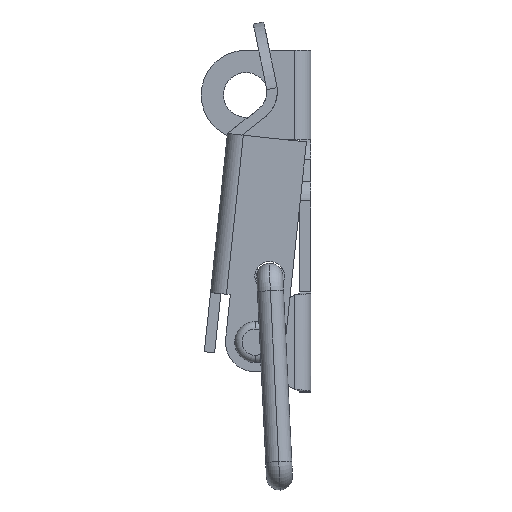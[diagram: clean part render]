
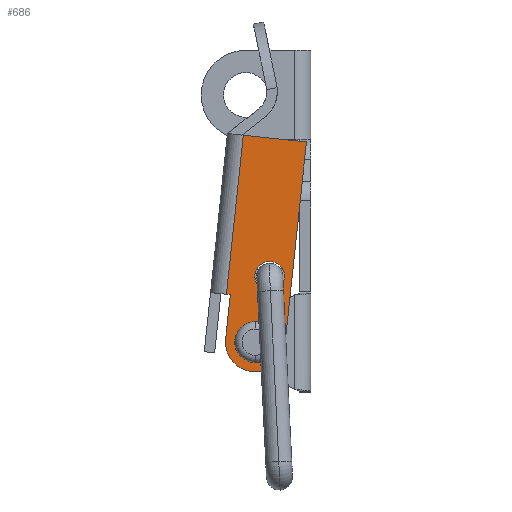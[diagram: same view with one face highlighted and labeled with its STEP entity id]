
A CAD part, left-side view. The second image highlights one B-rep face of the part: STEP entity #686.
In plain terms, the highlighted face is planar.
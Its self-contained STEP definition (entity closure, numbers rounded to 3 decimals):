
#24 = EDGE_CURVE ( 'NONE', #4735, #2075, #1914, .T. ) ;
#103 = CARTESIAN_POINT ( 'NONE',  ( 11.4, 1.273, -27.5 ) ) ;
#105 = EDGE_CURVE ( 'NONE', #2075, #1679, #1334, .T. ) ;
#107 = CARTESIAN_POINT ( 'NONE',  ( 11.4, 1.273, -21.5 ) ) ;
#119 = FACE_BOUND ( 'NONE', #433, .T. ) ;
#124 = ORIENTED_EDGE ( 'NONE', *, *, #105, .F. ) ;
#150 = CARTESIAN_POINT ( 'NONE',  ( 11.4, 1.273, -21.5 ) ) ;
#189 = CARTESIAN_POINT ( 'NONE',  ( 11.4, 6.273, -20.5 ) ) ;
#433 = EDGE_LOOP ( 'NONE', ( #3280, #3622 ) ) ;
#450 = EDGE_CURVE ( 'NONE', #2488, #3892, #2780, .T. ) ;
#508 = DIRECTION ( 'NONE',  ( 0., 0., -1. ) ) ;
#529 = DIRECTION ( 'NONE',  ( -1., 0., 0. ) ) ;
#595 = LINE ( 'NONE', #2344, #4425 ) ;
#669 = ORIENTED_EDGE ( 'NONE', *, *, #4485, .F. ) ;
#686 = ADVANCED_FACE ( 'NONE', ( #3940, #119, #2961 ), #3443, .F. ) ;
#798 = DIRECTION ( 'NONE',  ( -1., 0., 0. ) ) ;
#809 = VERTEX_POINT ( 'NONE', #1224 ) ;
#829 = VECTOR ( 'NONE', #4030, 1000. ) ;
#837 = DIRECTION ( 'NONE',  ( 0., 0., -1. ) ) ;
#852 = VECTOR ( 'NONE', #3064, 1000. ) ;
#892 = EDGE_CURVE ( 'NONE', #1489, #4693, #1148, .T. ) ;
#894 = EDGE_CURVE ( 'NONE', #4693, #1489, #2014, .T. ) ;
#1091 = CARTESIAN_POINT ( 'NONE',  ( 11.4, 5.273, -27.5 ) ) ;
#1104 = CARTESIAN_POINT ( 'NONE',  ( 11.4, 6.273, -18.5 ) ) ;
#1148 = CIRCLE ( 'NONE', #4252, 1.6 ) ;
#1224 = CARTESIAN_POINT ( 'NONE',  ( 11.4, 0.737, -21.5 ) ) ;
#1256 = ORIENTED_EDGE ( 'NONE', *, *, #1502, .T. ) ;
#1334 = LINE ( 'NONE', #4734, #4170 ) ;
#1345 = DIRECTION ( 'NONE',  ( 0., 0., 1. ) ) ;
#1448 = CARTESIAN_POINT ( 'NONE',  ( 11.4, 9.273, 0. ) ) ;
#1456 = DIRECTION ( 'NONE',  ( 0., 0., -1. ) ) ;
#1489 = VERTEX_POINT ( 'NONE', #2276 ) ;
#1502 = EDGE_CURVE ( 'NONE', #3892, #2488, #2382, .T. ) ;
#1601 = DIRECTION ( 'NONE',  ( -1., 0., 0. ) ) ;
#1679 = VERTEX_POINT ( 'NONE', #4555 ) ;
#1692 = CARTESIAN_POINT ( 'NONE',  ( 11.4, 5.273, -29.1 ) ) ;
#1718 = EDGE_CURVE ( 'NONE', #4735, #809, #595, .T. ) ;
#1721 = CARTESIAN_POINT ( 'NONE',  ( 11.4, 0.737, 0. ) ) ;
#1762 = DIRECTION ( 'NONE',  ( -1., 0., 0. ) ) ;
#1833 = CARTESIAN_POINT ( 'NONE',  ( 11.4, 9.273, 0. ) ) ;
#1914 = LINE ( 'NONE', #1448, #829 ) ;
#2014 = CIRCLE ( 'NONE', #4768, 1.6 ) ;
#2034 = EDGE_CURVE ( 'NONE', #1679, #2262, #4781, .T. ) ;
#2048 = AXIS2_PLACEMENT_3D ( 'NONE', #4186, #1601, #2319 ) ;
#2061 = AXIS2_PLACEMENT_3D ( 'NONE', #1091, #3683, #1456 ) ;
#2069 = EDGE_LOOP ( 'NONE', ( #4570, #3170, #669, #2175, #3913, #124 ) ) ;
#2075 = VERTEX_POINT ( 'NONE', #1833 ) ;
#2084 = CARTESIAN_POINT ( 'NONE',  ( 11.4, 1.273, -27.5 ) ) ;
#2123 = EDGE_LOOP ( 'NONE', ( #3656, #1256 ) ) ;
#2155 = CARTESIAN_POINT ( 'NONE',  ( 11.4, 5.273, -27.5 ) ) ;
#2175 = ORIENTED_EDGE ( 'NONE', *, *, #3984, .F. ) ;
#2210 = VERTEX_POINT ( 'NONE', #150 ) ;
#2262 = VERTEX_POINT ( 'NONE', #103 ) ;
#2276 = CARTESIAN_POINT ( 'NONE',  ( 11.4, 5.273, -25.9 ) ) ;
#2319 = DIRECTION ( 'NONE',  ( 0., 0., -1. ) ) ;
#2344 = CARTESIAN_POINT ( 'NONE',  ( 11.4, 0.737, -27.5 ) ) ;
#2382 = CIRCLE ( 'NONE', #2048, 2. ) ;
#2488 = VERTEX_POINT ( 'NONE', #2853 ) ;
#2589 = LINE ( 'NONE', #2084, #2713 ) ;
#2638 = DIRECTION ( 'NONE',  ( -1., 0., 0. ) ) ;
#2713 = VECTOR ( 'NONE', #1345, 1000. ) ;
#2780 = CIRCLE ( 'NONE', #4183, 2. ) ;
#2853 = CARTESIAN_POINT ( 'NONE',  ( 11.4, 6.273, -16.5 ) ) ;
#2961 = FACE_OUTER_BOUND ( 'NONE', #2069, .T. ) ;
#3064 = DIRECTION ( 'NONE',  ( 0., -1., 0. ) ) ;
#3166 = CARTESIAN_POINT ( 'NONE',  ( 11.4, -22.727, -27.5 ) ) ;
#3170 = ORIENTED_EDGE ( 'NONE', *, *, #1718, .T. ) ;
#3213 = DIRECTION ( 'NONE',  ( 0., 0., -1. ) ) ;
#3280 = ORIENTED_EDGE ( 'NONE', *, *, #892, .T. ) ;
#3443 = PLANE ( 'NONE',  #4349 ) ;
#3622 = ORIENTED_EDGE ( 'NONE', *, *, #894, .T. ) ;
#3656 = ORIENTED_EDGE ( 'NONE', *, *, #450, .T. ) ;
#3683 = DIRECTION ( 'NONE',  ( -1., 0., 0. ) ) ;
#3808 = DIRECTION ( 'NONE',  ( 0., 0., -1. ) ) ;
#3892 = VERTEX_POINT ( 'NONE', #189 ) ;
#3913 = ORIENTED_EDGE ( 'NONE', *, *, #2034, .F. ) ;
#3940 = FACE_BOUND ( 'NONE', #2123, .T. ) ;
#3984 = EDGE_CURVE ( 'NONE', #2262, #2210, #2589, .T. ) ;
#3987 = CARTESIAN_POINT ( 'NONE',  ( 11.4, 5.273, -27.5 ) ) ;
#4030 = DIRECTION ( 'NONE',  ( 0., 1., 0. ) ) ;
#4170 = VECTOR ( 'NONE', #3213, 1000. ) ;
#4183 = AXIS2_PLACEMENT_3D ( 'NONE', #1104, #1762, #4407 ) ;
#4186 = CARTESIAN_POINT ( 'NONE',  ( 11.4, 6.273, -18.5 ) ) ;
#4252 = AXIS2_PLACEMENT_3D ( 'NONE', #2155, #2638, #3808 ) ;
#4349 = AXIS2_PLACEMENT_3D ( 'NONE', #3166, #529, #4604 ) ;
#4407 = DIRECTION ( 'NONE',  ( 0., 0., -1. ) ) ;
#4425 = VECTOR ( 'NONE', #508, 1000. ) ;
#4485 = EDGE_CURVE ( 'NONE', #2210, #809, #4799, .T. ) ;
#4555 = CARTESIAN_POINT ( 'NONE',  ( 11.4, 9.273, -27.5 ) ) ;
#4570 = ORIENTED_EDGE ( 'NONE', *, *, #24, .F. ) ;
#4604 = DIRECTION ( 'NONE',  ( 0., 0., 1. ) ) ;
#4693 = VERTEX_POINT ( 'NONE', #1692 ) ;
#4734 = CARTESIAN_POINT ( 'NONE',  ( 11.4, 9.273, 0. ) ) ;
#4735 = VERTEX_POINT ( 'NONE', #1721 ) ;
#4768 = AXIS2_PLACEMENT_3D ( 'NONE', #3987, #798, #837 ) ;
#4781 = CIRCLE ( 'NONE', #2061, 4. ) ;
#4799 = LINE ( 'NONE', #107, #852 ) ;
